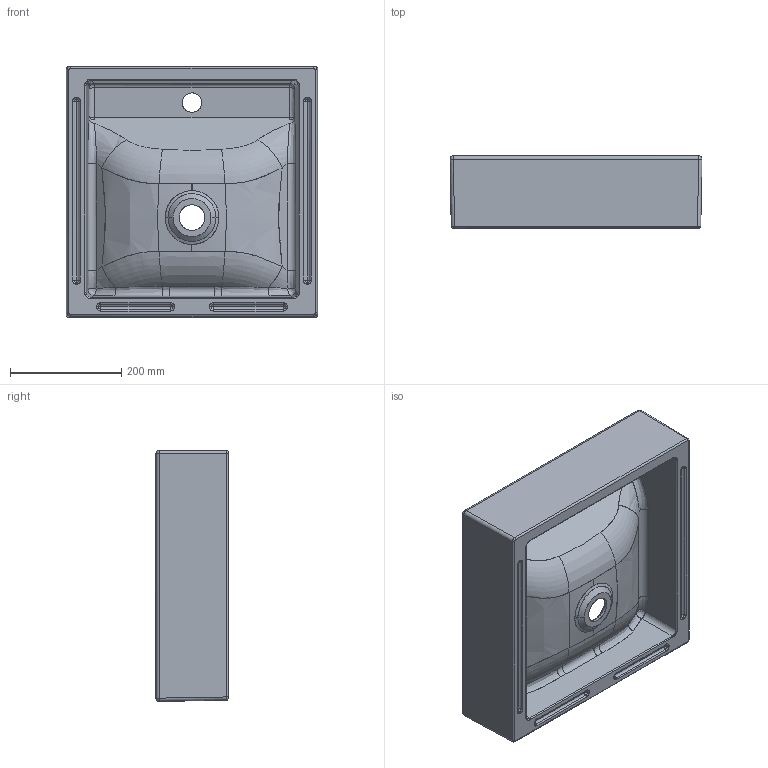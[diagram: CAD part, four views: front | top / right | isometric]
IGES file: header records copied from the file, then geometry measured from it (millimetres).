
Start section: SolidWorks IGES file using analytic representation for surfaces
Global section: file name: 3D_DT_Lavatório ALBUS de pousar 46 com furo para torneira e furo de nível_S10085080800000.IGS; native system: SolidWorks 2019; preprocessor: SolidWorks 2019; author: sanmar10; date: 201020.180527; units: millimetre
Bounding box: 453.79 x 130 x 451.89 mm (x, y, z)
Surface area: 820969.2 mm2 (no closed solid volume)
Topology: 0 solids, 0 shells, 190 faces, 2269 edges, 2259 vertices
Faces by surface type: bspline 190
